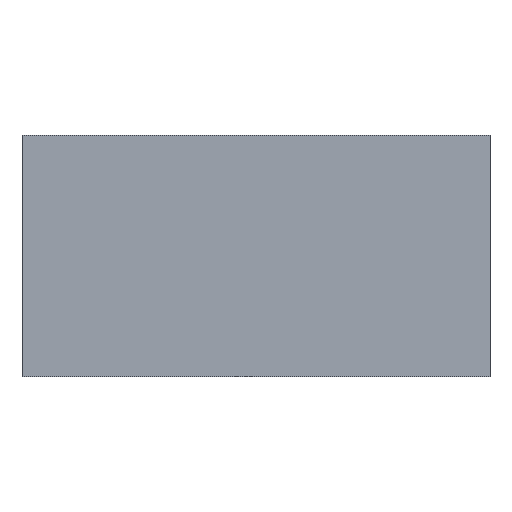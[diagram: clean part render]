
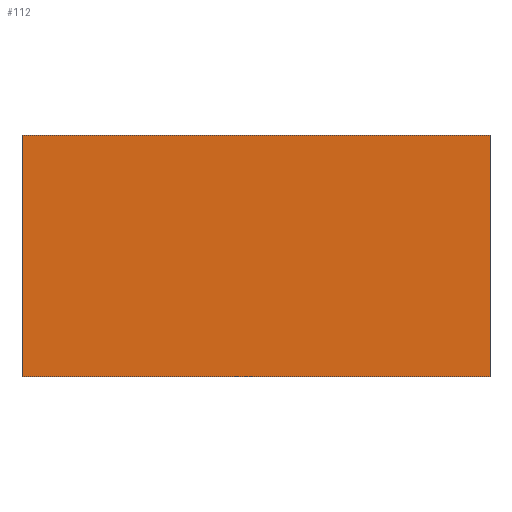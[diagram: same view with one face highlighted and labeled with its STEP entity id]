
A CAD part, front view. The second image highlights one B-rep face of the part: STEP entity #112.
In plain terms, the highlighted planar face has unit normal (0, -1, 0).
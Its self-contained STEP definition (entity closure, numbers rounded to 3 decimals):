
#1=DIRECTION('',(0.,0.,1.));
#2=VECTOR('',#1,1.575);
#3=CARTESIAN_POINT('',(-1.524,0.,-0.787));
#4=LINE('',#3,#2);
#5=DIRECTION('',(1.,0.,0.));
#6=VECTOR('',#5,3.048);
#7=CARTESIAN_POINT('',(-1.524,0.,0.787));
#8=LINE('',#7,#6);
#9=DIRECTION('',(0.,0.,-1.));
#10=VECTOR('',#9,1.575);
#11=CARTESIAN_POINT('',(1.524,0.,0.787));
#12=LINE('',#11,#10);
#13=DIRECTION('',(-1.,0.,0.));
#14=VECTOR('',#13,3.048);
#15=CARTESIAN_POINT('',(1.524,0.,-0.787));
#16=LINE('',#15,#14);
#73=CARTESIAN_POINT('',(-1.524,0.,-0.787));
#74=CARTESIAN_POINT('',(-1.524,0.,0.787));
#75=VERTEX_POINT('',#73);
#76=VERTEX_POINT('',#74);
#77=CARTESIAN_POINT('',(1.524,0.,0.787));
#78=VERTEX_POINT('',#77);
#79=CARTESIAN_POINT('',(1.524,0.,-0.787));
#80=VERTEX_POINT('',#79);
#97=CARTESIAN_POINT('',(0.,0.,0.));
#98=DIRECTION('',(0.,1.,0.));
#99=DIRECTION('',(1.,0.,0.));
#100=AXIS2_PLACEMENT_3D('',#97,#98,#99);
#101=PLANE('',#100);
#103=ORIENTED_EDGE('',*,*,#102,.T.);
#105=ORIENTED_EDGE('',*,*,#104,.T.);
#107=ORIENTED_EDGE('',*,*,#106,.T.);
#109=ORIENTED_EDGE('',*,*,#108,.T.);
#110=EDGE_LOOP('',(#103,#105,#107,#109));
#111=FACE_OUTER_BOUND('',#110,.F.);
#102=EDGE_CURVE('',#75,#76,#4,.T.);
#104=EDGE_CURVE('',#76,#78,#8,.T.);
#106=EDGE_CURVE('',#78,#80,#12,.T.);
#108=EDGE_CURVE('',#80,#75,#16,.T.);
#112=ADVANCED_FACE('',(#111),#101,.F.);
